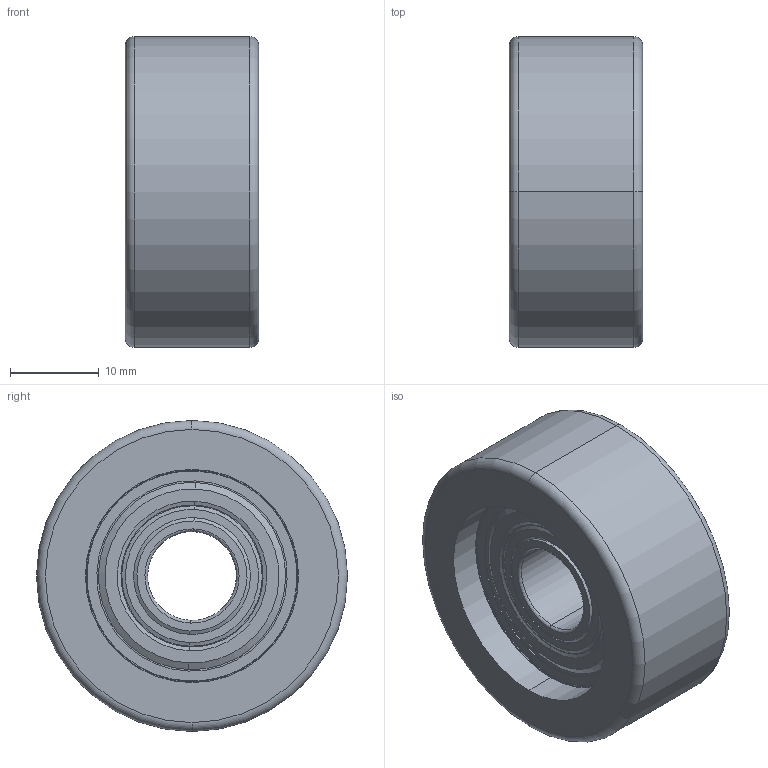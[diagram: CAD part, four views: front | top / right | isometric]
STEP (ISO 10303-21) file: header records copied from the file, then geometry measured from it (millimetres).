
FILE_DESCRIPTION (( 'STEP AP214' ), '1' );
FILE_NAME ('0028232_FPVO-035-15-08-K10.step', '2017-09-20T07:28:21', ( '' ), ( '' ), 'SwSTEP 2.0', 'SolidWorks 2016', '' );
FILE_SCHEMA (( 'AUTOMOTIVE_DESIGN' ));
Length unit declared in the file: millimetre
Products named in the file (3): FPVO-035-15-08-K10_Bandage; 0028232_FPVO-035-15-08-K10; Rillenkugellager_DIN625-6000-ZZ
Assembly tree (2 placements, depth 2):
  0028232_FPVO-035-15-08-K10
    FPVO-035-15-08-K10_Bandage
    Rillenkugellager_DIN625-6000-ZZ
Bounding box: 15 x 35 x 35 mm (x, y, z)
Volume: 9381.6 mm3; surface area: 8877.9 mm2
Topology: 6 solids, 6 shells, 160 faces, 360 edges, 216 vertices
Faces by surface type: bspline 58, cylinder 32, cone 32, plane 30, torus 8
Entity records: 8550 total; most frequent: CARTESIAN_POINT 3599, DIRECTION 686, ORIENTED_EDGE 664, EDGE_CURVE 332, AXIS2_PLACEMENT_3D 311, VERTEX_POINT 216, CIRCLE 204, EDGE_LOOP 204
